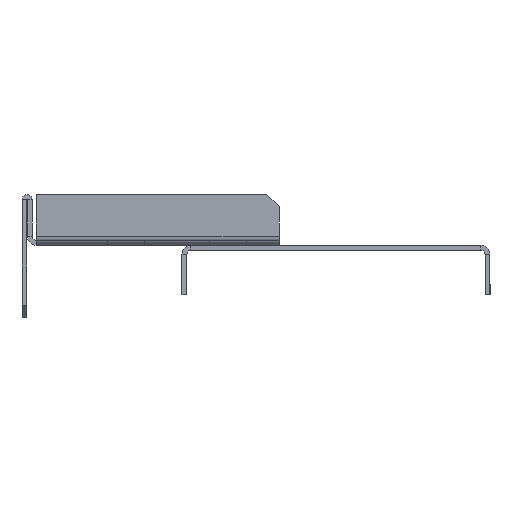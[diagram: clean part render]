
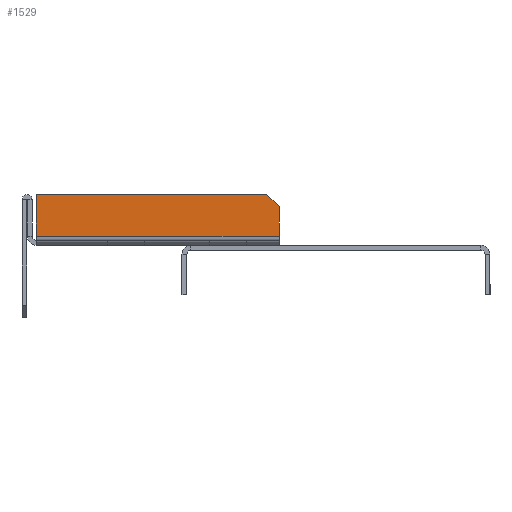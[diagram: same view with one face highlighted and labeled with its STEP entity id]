
A CAD part, left-side view. The second image highlights one B-rep face of the part: STEP entity #1529.
In plain terms, the highlighted face is planar.
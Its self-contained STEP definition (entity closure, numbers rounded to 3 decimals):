
#640 = LINE ( 'NONE', #15014, #27662 ) ;
#1529 = ADVANCED_FACE ( 'NONE', ( #28749 ), #7549, .F. ) ;
#2650 = EDGE_CURVE ( 'NONE', #8080, #29442, #28875, .T. ) ;
#2925 = DIRECTION ( 'NONE',  ( 0., 0., 1. ) ) ;
#4767 = AXIS2_PLACEMENT_3D ( 'NONE', #26428, #5219, #24109 ) ;
#5219 = DIRECTION ( 'NONE',  ( 0., 1., 0. ) ) ;
#5653 = DIRECTION ( 'NONE',  ( 0.707, 0., 0.707 ) ) ;
#5796 = VECTOR ( 'NONE', #5653, 1000. ) ;
#6406 = CARTESIAN_POINT ( 'NONE',  ( -10.2, 0., -3.5 ) ) ;
#6500 = ORIENTED_EDGE ( 'NONE', *, *, #12514, .T. ) ;
#6876 = CARTESIAN_POINT ( 'NONE',  ( -10.2, 0., -62.6 ) ) ;
#7013 = VECTOR ( 'NONE', #30515, 1000. ) ;
#7549 = PLANE ( 'NONE',  #4767 ) ;
#8080 = VERTEX_POINT ( 'NONE', #9268 ) ;
#8549 = VECTOR ( 'NONE', #19941, 1000. ) ;
#9268 = CARTESIAN_POINT ( 'NONE',  ( -3., 0., -62.6 ) ) ;
#9373 = VERTEX_POINT ( 'NONE', #23082 ) ;
#9401 = ORIENTED_EDGE ( 'NONE', *, *, #2650, .T. ) ;
#10822 = ORIENTED_EDGE ( 'NONE', *, *, #18593, .T. ) ;
#11118 = CARTESIAN_POINT ( 'NONE',  ( -10.2, 0., -3.5 ) ) ;
#12514 = EDGE_CURVE ( 'NONE', #9373, #23245, #640, .T. ) ;
#13665 = ORIENTED_EDGE ( 'NONE', *, *, #18016, .T. ) ;
#15014 = CARTESIAN_POINT ( 'NONE',  ( 0., 0., -3.5 ) ) ;
#15911 = VERTEX_POINT ( 'NONE', #6876 ) ;
#16915 = EDGE_LOOP ( 'NONE', ( #10822, #9401, #13665, #6500, #26637 ) ) ;
#18016 = EDGE_CURVE ( 'NONE', #29442, #9373, #19061, .T. ) ;
#18147 = CARTESIAN_POINT ( 'NONE',  ( 0., 0., -59.6 ) ) ;
#18593 = EDGE_CURVE ( 'NONE', #15911, #8080, #20391, .T. ) ;
#19061 = LINE ( 'NONE', #23842, #23260 ) ;
#19789 = CARTESIAN_POINT ( 'NONE',  ( 0., 0., -62.6 ) ) ;
#19941 = DIRECTION ( 'NONE',  ( 1., 0., 0. ) ) ;
#20391 = LINE ( 'NONE', #19789, #8549 ) ;
#20438 = EDGE_CURVE ( 'NONE', #15911, #23245, #27588, .T. ) ;
#23082 = CARTESIAN_POINT ( 'NONE',  ( 0., 0., -3.5 ) ) ;
#23245 = VERTEX_POINT ( 'NONE', #11118 ) ;
#23260 = VECTOR ( 'NONE', #2925, 1000. ) ;
#23842 = CARTESIAN_POINT ( 'NONE',  ( 0., 0., 0. ) ) ;
#24109 = DIRECTION ( 'NONE',  ( -1., 0., 0. ) ) ;
#24233 = CARTESIAN_POINT ( 'NONE',  ( 0., 0., -59.6 ) ) ;
#26428 = CARTESIAN_POINT ( 'NONE',  ( 0., 0., 0. ) ) ;
#26637 = ORIENTED_EDGE ( 'NONE', *, *, #20438, .F. ) ;
#26900 = DIRECTION ( 'NONE',  ( -1., 0., 0. ) ) ;
#27588 = LINE ( 'NONE', #6406, #7013 ) ;
#27662 = VECTOR ( 'NONE', #26900, 1000. ) ;
#28749 = FACE_OUTER_BOUND ( 'NONE', #16915, .T. ) ;
#28875 = LINE ( 'NONE', #24233, #5796 ) ;
#29442 = VERTEX_POINT ( 'NONE', #18147 ) ;
#30515 = DIRECTION ( 'NONE',  ( 0., 0., 1. ) ) ;
